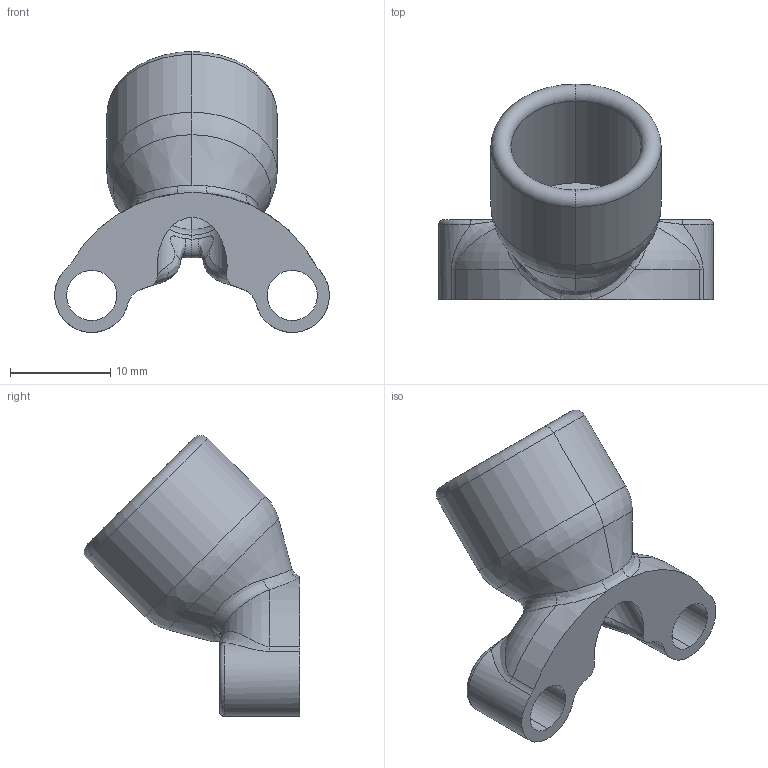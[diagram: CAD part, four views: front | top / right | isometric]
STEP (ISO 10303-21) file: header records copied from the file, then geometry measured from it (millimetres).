
FILE_DESCRIPTION (( 'STEP AP214' ), '1' );
FILE_NAME ('Freestyle_Antennenmount_kurz.STEP', '2021-12-27T19:42:03', ( '' ), ( '' ), 'SwSTEP 2.0', 'SolidWorks 2017', '' );
FILE_SCHEMA (( 'AUTOMOTIVE_DESIGN' ));
Length unit declared in the file: millimetre
Products named in the file (1): Freestyle_Antennenmount_kurz
Bounding box: 27.4 x 21.5 x 28.03 mm (x, y, z)
Volume: 2415.8 mm3; surface area: 2601.3 mm2
Topology: 1 solids, 1 shells, 77 faces, 188 edges, 110 vertices
Faces by surface type: bspline 35, cylinder 22, torus 14, plane 4, cone 2
Entity records: 9273 total; most frequent: CARTESIAN_POINT 7665, ORIENTED_EDGE 372, DIRECTION 280, EDGE_CURVE 186, AXIS2_PLACEMENT_3D 129, VERTEX_POINT 110, CIRCLE 86, EDGE_LOOP 82
